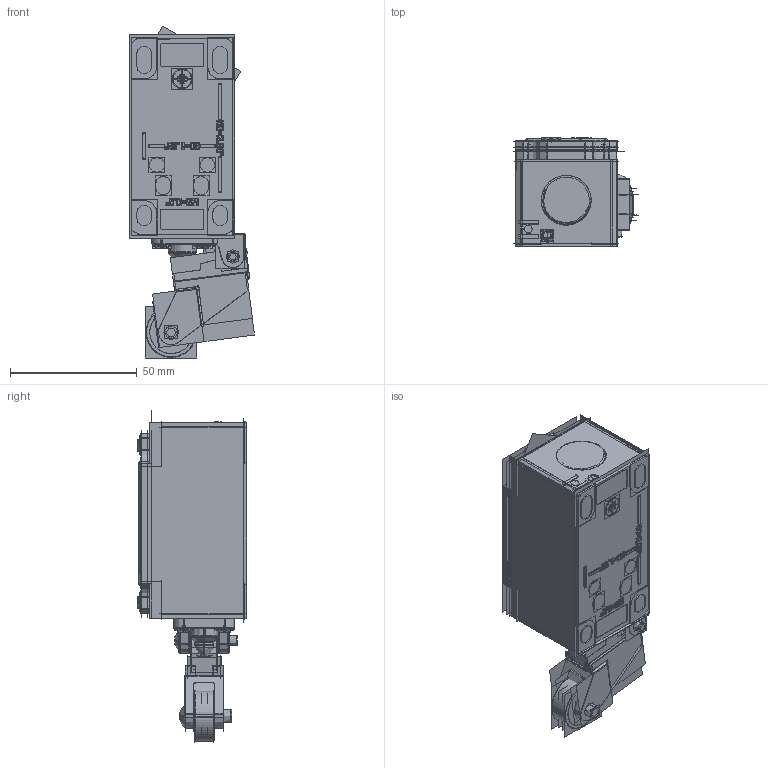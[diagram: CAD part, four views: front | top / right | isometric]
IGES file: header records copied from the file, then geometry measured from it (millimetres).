
Start section:  PTC IGES file: 212890.igs
Global section: file name: 212890.igs; native system: Creo Parametric by PTC Inc.; preprocessor: 2018300; author: pdmadmin; organization: Unknown; date: 20190930.135547; units: millimetre
Bounding box: 49.33 x 43.13 x 131.2 mm (x, y, z)
Volume: 56446.3 mm3; surface area: 255072 mm2
Topology: 5 solids, 6 shells, 3878 faces, 19469 edges, 24144 vertices
Faces by surface type: bspline 2032, revolution 1216, extrusion 630
